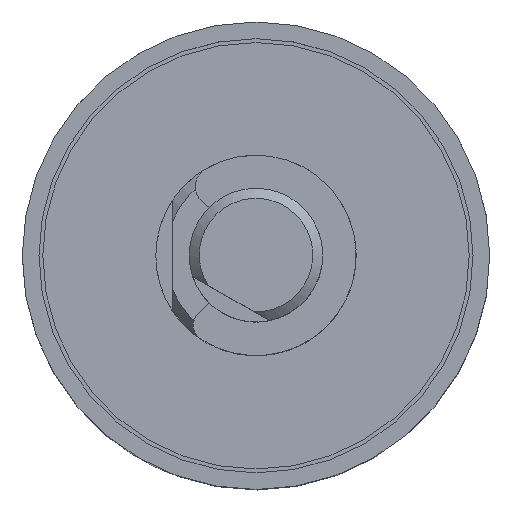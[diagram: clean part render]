
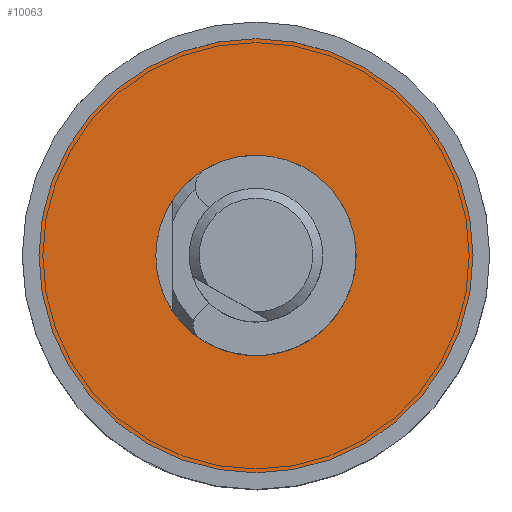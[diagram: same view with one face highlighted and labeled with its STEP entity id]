
A CAD part, top view. The second image highlights one B-rep face of the part: STEP entity #10063.
In plain terms, the highlighted planar face has unit normal (0, 0, 1).
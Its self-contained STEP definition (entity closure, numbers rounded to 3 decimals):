
#243 = CARTESIAN_POINT ( 'NONE',  ( 3., 0., 0.5 ) ) ;
#332 = DIRECTION ( 'NONE',  ( 0., 0., 1. ) ) ;
#1030 = DIRECTION ( 'NONE',  ( 0., 0., 1. ) ) ;
#1470 = CIRCLE ( 'NONE', #9790, 6.5 ) ;
#1691 = CARTESIAN_POINT ( 'NONE',  ( 6.5, 0., 0.5 ) ) ;
#1764 = DIRECTION ( 'NONE',  ( -1., 0., 0. ) ) ;
#2197 = ORIENTED_EDGE ( 'NONE', *, *, #8086, .T. ) ;
#2344 = EDGE_LOOP ( 'NONE', ( #2197 ) ) ;
#2418 = VERTEX_POINT ( 'NONE', #1691 ) ;
#2737 = PLANE ( 'NONE',  #7539 ) ;
#3533 = FACE_BOUND ( 'NONE', #2344, .T. ) ;
#3548 = VERTEX_POINT ( 'NONE', #7971 ) ;
#4735 = CARTESIAN_POINT ( 'NONE',  ( 0., 0., 0.5 ) ) ;
#4913 = EDGE_LOOP ( 'NONE', ( #7943 ) ) ;
#5686 = DIRECTION ( 'NONE',  ( 0., 0., -1. ) ) ;
#5971 = EDGE_CURVE ( 'NONE', #2418, #2418, #1470, .T. ) ;
#6379 = FACE_OUTER_BOUND ( 'NONE', #4913, .T. ) ;
#7539 = AXIS2_PLACEMENT_3D ( 'NONE', #243, #1030, #8992 ) ;
#7763 = DIRECTION ( 'NONE',  ( 1., 0., 0. ) ) ;
#7943 = ORIENTED_EDGE ( 'NONE', *, *, #5971, .T. ) ;
#7971 = CARTESIAN_POINT ( 'NONE',  ( -3., 0., 0.5 ) ) ;
#8052 = AXIS2_PLACEMENT_3D ( 'NONE', #8833, #5686, #1764 ) ;
#8086 = EDGE_CURVE ( 'NONE', #3548, #3548, #8760, .T. ) ;
#8760 = CIRCLE ( 'NONE', #8052, 3. ) ;
#8833 = CARTESIAN_POINT ( 'NONE',  ( 0., 0., 0.5 ) ) ;
#8992 = DIRECTION ( 'NONE',  ( 1., 0., 0. ) ) ;
#9790 = AXIS2_PLACEMENT_3D ( 'NONE', #4735, #332, #7763 ) ;
#10063 = ADVANCED_FACE ( 'NONE', ( #3533, #6379 ), #2737, .T. ) ;
